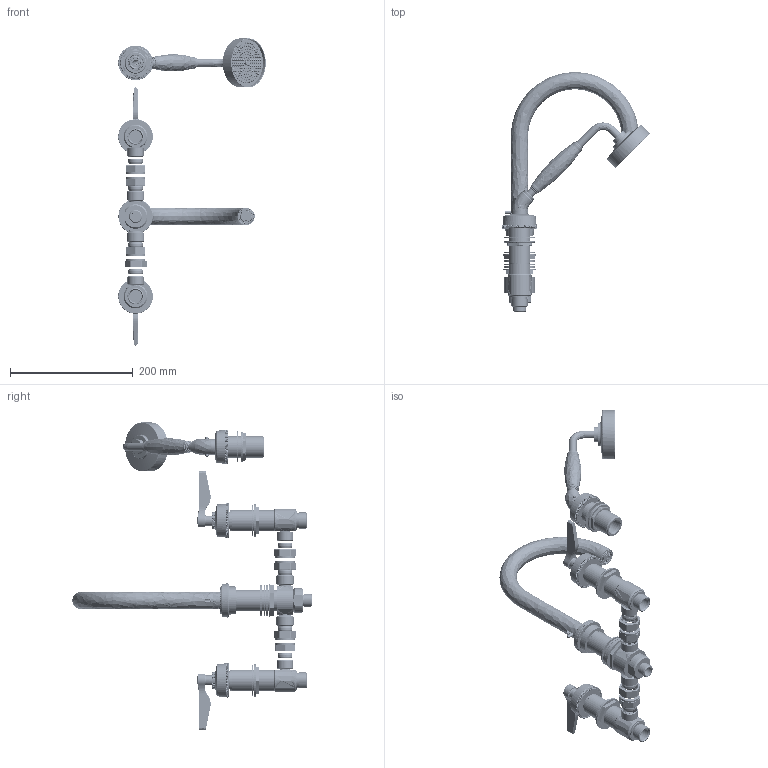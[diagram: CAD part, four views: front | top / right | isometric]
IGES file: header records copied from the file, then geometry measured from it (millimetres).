
Global section: file name: T11K48-LA; native system: Autodesk Inventor 2024; preprocessor: unknown; author: adaniels; date: 20240325.163840; units: millimetre
Bounding box: 240.15 x 390.04 x 500.05 mm (x, y, z)
Volume: 790626.1 mm3; surface area: 482729.8 mm2
Topology: 99 solids, 107 shells, 21360 faces, 48604 edges, 27788 vertices
Faces by surface type: bspline 21360
